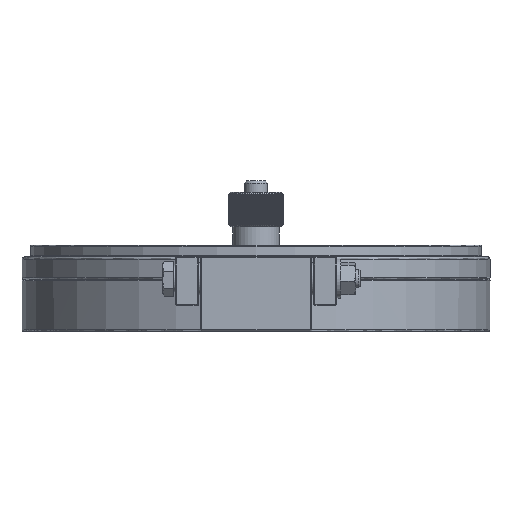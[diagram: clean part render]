
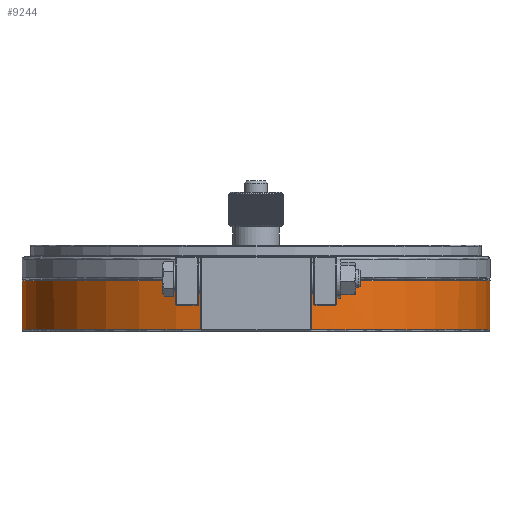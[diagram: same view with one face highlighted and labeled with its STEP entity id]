
A CAD part, left-side view. The second image highlights one B-rep face of the part: STEP entity #9244.
In plain terms, the highlighted cylindrical face has radius 101.22 mm (diameter 202.44 mm), a full revolution.
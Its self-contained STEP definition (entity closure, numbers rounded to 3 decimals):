
#179 = CARTESIAN_POINT ( 'NONE',  ( 0.5, 0.539, 101.219 ) ) ;
#919 = CIRCLE ( 'NONE', #35298, 101.22 ) ;
#1666 = CARTESIAN_POINT ( 'NONE',  ( 0.566, -0.366, -101.219 ) ) ;
#2928 = DIRECTION ( 'NONE',  ( 1., 0., 0. ) ) ;
#3259 = CARTESIAN_POINT ( 'NONE',  ( 0.566, 0.366, -101.219 ) ) ;
#3595 = EDGE_LOOP ( 'NONE', ( #26087 ) ) ;
#3617 = DIRECTION ( 'NONE',  ( 1., 0., 0. ) ) ;
#3857 = AXIS2_PLACEMENT_3D ( 'NONE', #19690, #3617, #11476 ) ;
#3924 = FACE_OUTER_BOUND ( 'NONE', #3595, .T. ) ;
#4634 = CARTESIAN_POINT ( 'NONE',  ( 0.6, -0.184, -101.22 ) ) ;
#5091 = CARTESIAN_POINT ( 'NONE',  ( 0.5, 0.539, -101.219 ) ) ;
#5832 = CARTESIAN_POINT ( 'NONE',  ( 0.5, 0.539, 101.219 ) ) ;
#5950 = CARTESIAN_POINT ( 'NONE',  ( 0.566, 0.366, 101.219 ) ) ;
#6073 = CARTESIAN_POINT ( 'NONE',  ( 0.5, -0.539, -101.219 ) ) ;
#6943 = FACE_OUTER_BOUND ( 'NONE', #33239, .T. ) ;
#7342 = DIRECTION ( 'NONE',  ( 1., 0., 0. ) ) ;
#7448 = AXIS2_PLACEMENT_3D ( 'NONE', #15521, #12310, #34740 ) ;
#7556 = VERTEX_POINT ( 'NONE', #27549 ) ;
#8354 = DIRECTION ( 'NONE',  ( 0., 0., -1. ) ) ;
#9244 = ADVANCED_FACE ( 'NONE', ( #6943, #3924 ), #30251, .T. ) ;
#10993 = CARTESIAN_POINT ( 'NONE',  ( 0.6, 0.184, -101.22 ) ) ;
#11114 = VERTEX_POINT ( 'NONE', #34058 ) ;
#11136 = EDGE_CURVE ( 'NONE', #35138, #7556, #19034, .T. ) ;
#11476 = DIRECTION ( 'NONE',  ( 0., 0., -1. ) ) ;
#11773 = VERTEX_POINT ( 'NONE', #13695 ) ;
#12310 = DIRECTION ( 'NONE',  ( -1., 0., 0. ) ) ;
#13695 = CARTESIAN_POINT ( 'NONE',  ( 0.5, -0.539, 101.219 ) ) ;
#14571 = B_SPLINE_CURVE_WITH_KNOTS ( 'NONE', 3,
 ( #5832, #5950, #33719, #19390, #25455, #30579 ),
 .UNSPECIFIED., .F., .F.,
 ( 4, 2, 4 ),
 ( 0., 0.001, 0.001 ),
 .UNSPECIFIED. ) ;
#14817 = EDGE_CURVE ( 'NONE', #11114, #11114, #22044, .T. ) ;
#15133 = CIRCLE ( 'NONE', #3857, 101.22 ) ;
#15411 = CARTESIAN_POINT ( 'NONE',  ( 11.175, 0., 0. ) ) ;
#15521 = CARTESIAN_POINT ( 'NONE',  ( 21.85, 0., 0. ) ) ;
#19034 = B_SPLINE_CURVE_WITH_KNOTS ( 'NONE', 3,
 ( #31941, #1666, #4634, #10993, #3259, #5091 ),
 .UNSPECIFIED., .F., .F.,
 ( 4, 2, 4 ),
 ( 0., 0.001, 0.001 ),
 .UNSPECIFIED. ) ;
#19390 = CARTESIAN_POINT ( 'NONE',  ( 0.6, -0.184, 101.22 ) ) ;
#19690 = CARTESIAN_POINT ( 'NONE',  ( 0.5, 0., 0. ) ) ;
#22044 = CIRCLE ( 'NONE', #7448, 101.22 ) ;
#24960 = AXIS2_PLACEMENT_3D ( 'NONE', #15411, #7342, #31855 ) ;
#25095 = ORIENTED_EDGE ( 'NONE', *, *, #34771, .T. ) ;
#25455 = CARTESIAN_POINT ( 'NONE',  ( 0.566, -0.366, 101.219 ) ) ;
#26087 = ORIENTED_EDGE ( 'NONE', *, *, #14817, .T. ) ;
#26226 = ORIENTED_EDGE ( 'NONE', *, *, #31757, .T. ) ;
#27549 = CARTESIAN_POINT ( 'NONE',  ( 0.5, 0.539, -101.219 ) ) ;
#30251 = CYLINDRICAL_SURFACE ( 'NONE', #24960, 101.22 ) ;
#30319 = CARTESIAN_POINT ( 'NONE',  ( 0.5, 0., 0. ) ) ;
#30579 = CARTESIAN_POINT ( 'NONE',  ( 0.5, -0.539, 101.219 ) ) ;
#31757 = EDGE_CURVE ( 'NONE', #31849, #11773, #14571, .T. ) ;
#31849 = VERTEX_POINT ( 'NONE', #179 ) ;
#31855 = DIRECTION ( 'NONE',  ( 0., 0., -1. ) ) ;
#31941 = CARTESIAN_POINT ( 'NONE',  ( 0.5, -0.539, -101.219 ) ) ;
#33239 = EDGE_LOOP ( 'NONE', ( #26226, #33722, #35300, #25095 ) ) ;
#33719 = CARTESIAN_POINT ( 'NONE',  ( 0.6, 0.184, 101.22 ) ) ;
#33722 = ORIENTED_EDGE ( 'NONE', *, *, #34985, .T. ) ;
#34058 = CARTESIAN_POINT ( 'NONE',  ( 21.85, 0., -101.22 ) ) ;
#34740 = DIRECTION ( 'NONE',  ( 0., 0., -1. ) ) ;
#34771 = EDGE_CURVE ( 'NONE', #7556, #31849, #15133, .T. ) ;
#34985 = EDGE_CURVE ( 'NONE', #11773, #35138, #919, .T. ) ;
#35138 = VERTEX_POINT ( 'NONE', #6073 ) ;
#35298 = AXIS2_PLACEMENT_3D ( 'NONE', #30319, #2928, #8354 ) ;
#35300 = ORIENTED_EDGE ( 'NONE', *, *, #11136, .T. ) ;
